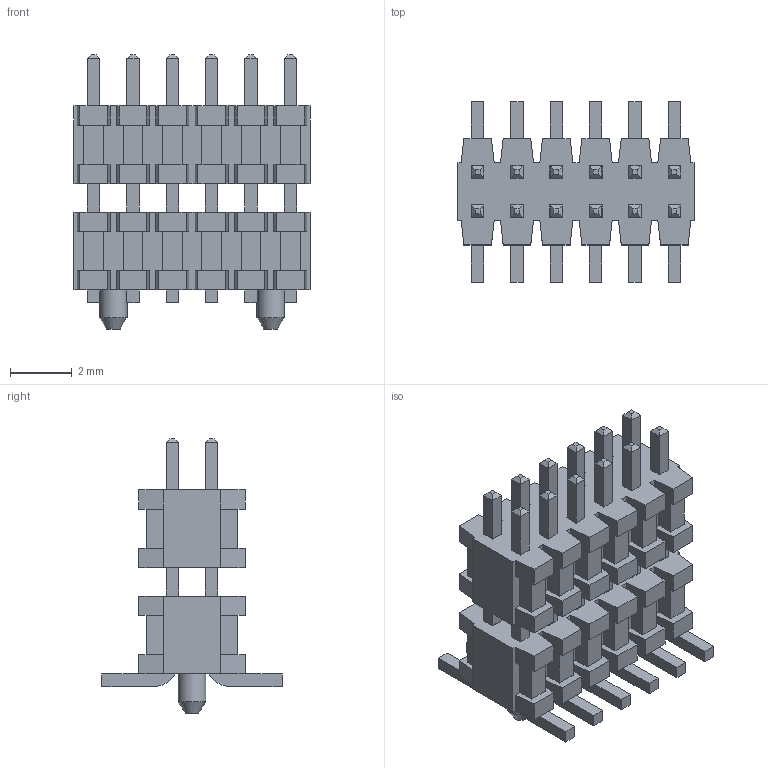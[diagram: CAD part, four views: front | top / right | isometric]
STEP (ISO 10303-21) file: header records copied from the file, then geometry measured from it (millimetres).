
FILE_DESCRIPTION(/* description */ (''),/* implementation_level */ '2;1');
FILE_NAME(/* name */ 'SAMTEC_FW–06–03–G–D–250–065-A.stp',/* time_stamp */ '2016-02-17T15:24:50+01:00',/* author */ ('riccim'),/* organization */ (''),/* preprocessor_version */ 'ST-DEVELOPER v15.5',/* originating_system */ 'AutoCAD Mechanical',/* authorisation */ '');
FILE_SCHEMA (('AUTOMOTIVE_DESIGN { 1 0 10303 214 3 1 1 }'));
Length unit declared in the file: millimetre
Products named in the file (1): Product
Bounding box: 7.62 x 5.82 x 8.86 mm (x, y, z)
Volume: 114.8 mm3; surface area: 540.8 mm2
Topology: 40 solids, 40 shells, 812 faces, 2184 edges, 1440 vertices
Faces by surface type: plane 784, cylinder 26, cone 2
Full cylindrical faces by diameter (mm): 0.889 x2
Entity records: 24964 total; most frequent: CARTESIAN_POINT 4429, ORIENTED_EDGE 4356, DIRECTION 3858, EDGE_CURVE 2178, LINE 2124, VECTOR 2124, VERTEX_POINT 1438, EDGE_LOOP 876
